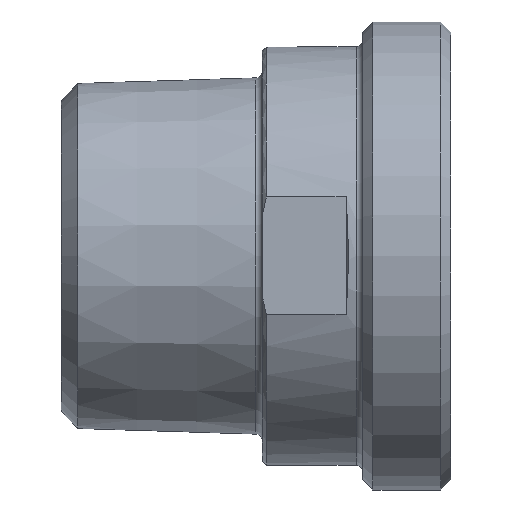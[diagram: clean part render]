
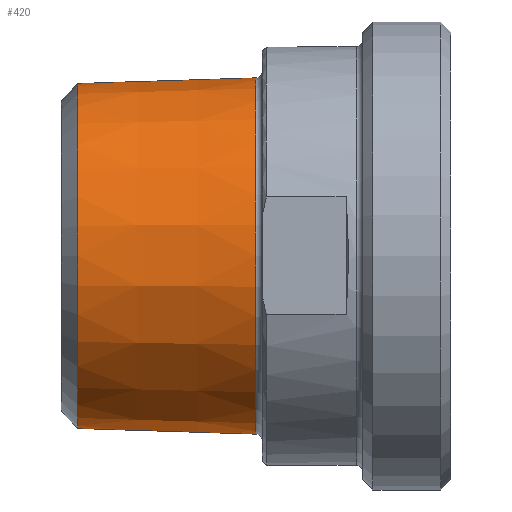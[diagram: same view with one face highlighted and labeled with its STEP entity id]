
A CAD part, top view. The second image highlights one B-rep face of the part: STEP entity #420.
In plain terms, the highlighted conical face has half-angle 1.8 degrees and reference radius 20.902 mm.
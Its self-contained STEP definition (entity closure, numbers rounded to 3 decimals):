
#27=CONICAL_SURFACE('',#486,20.902,0.031);
#52=CIRCLE('',#483,20.588);
#53=CIRCLE('',#484,20.588);
#55=CIRCLE('',#487,21.255);
#56=CIRCLE('',#488,21.255);
#87=FACE_OUTER_BOUND('',#115,.T.);
#115=EDGE_LOOP('',(#333,#334,#335,#336,#337,#338));
#143=LINE('',#751,#163);
#163=VECTOR('',#600,20.902);
#197=VERTEX_POINT('',#740);
#198=VERTEX_POINT('',#741);
#200=VERTEX_POINT('',#748);
#201=VERTEX_POINT('',#749);
#247=EDGE_CURVE('',#197,#198,#52,.T.);
#248=EDGE_CURVE('',#198,#197,#53,.T.);
#251=EDGE_CURVE('',#200,#201,#55,.T.);
#252=EDGE_CURVE('',#200,#198,#143,.T.);
#253=EDGE_CURVE('',#201,#200,#56,.T.);
#333=ORIENTED_EDGE('',*,*,#251,.F.);
#334=ORIENTED_EDGE('',*,*,#252,.T.);
#335=ORIENTED_EDGE('',*,*,#247,.F.);
#336=ORIENTED_EDGE('',*,*,#248,.F.);
#337=ORIENTED_EDGE('',*,*,#252,.F.);
#338=ORIENTED_EDGE('',*,*,#253,.F.);
#420=ADVANCED_FACE('',(#87),#27,.T.);
#483=AXIS2_PLACEMENT_3D('',#742,#589,#590);
#484=AXIS2_PLACEMENT_3D('',#743,#591,#592);
#486=AXIS2_PLACEMENT_3D('',#747,#596,#597);
#487=AXIS2_PLACEMENT_3D('',#750,#598,#599);
#488=AXIS2_PLACEMENT_3D('',#752,#601,#602);
#589=DIRECTION('center_axis',(-1.,0.,0.));
#590=DIRECTION('ref_axis',(0.,-1.,0.));
#591=DIRECTION('center_axis',(-1.,0.,0.));
#592=DIRECTION('ref_axis',(0.,-1.,0.));
#596=DIRECTION('center_axis',(1.,0.,0.));
#597=DIRECTION('ref_axis',(0.,1.,0.));
#598=DIRECTION('center_axis',(1.,0.,0.));
#599=DIRECTION('ref_axis',(0.,-1.,0.));
#600=DIRECTION('',(-1.,0.031,0.));
#601=DIRECTION('center_axis',(1.,0.,0.));
#602=DIRECTION('ref_axis',(0.,-1.,0.));
#740=CARTESIAN_POINT('',(-44.501,20.588,0.));
#741=CARTESIAN_POINT('',(-44.501,-20.588,0.));
#742=CARTESIAN_POINT('Origin',(-44.501,0.,0.));
#743=CARTESIAN_POINT('Origin',(-44.501,0.,0.));
#747=CARTESIAN_POINT('Origin',(-34.5,0.,0.));
#748=CARTESIAN_POINT('',(-23.275,-21.255,0.));
#749=CARTESIAN_POINT('',(-23.275,0.,21.255));
#750=CARTESIAN_POINT('Origin',(-23.275,0.,0.));
#751=CARTESIAN_POINT('',(-34.5,-20.902,0.));
#752=CARTESIAN_POINT('Origin',(-23.275,0.,0.));
